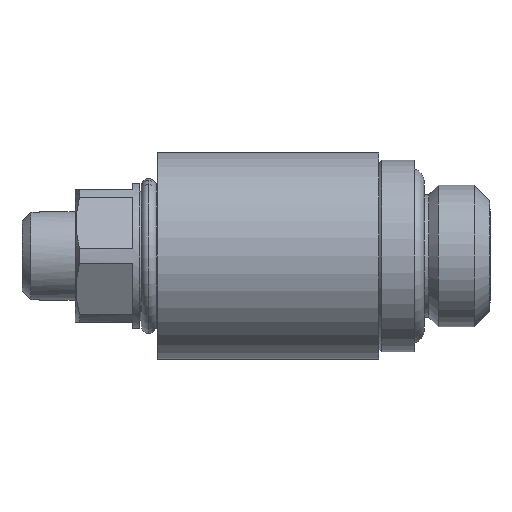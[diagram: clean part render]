
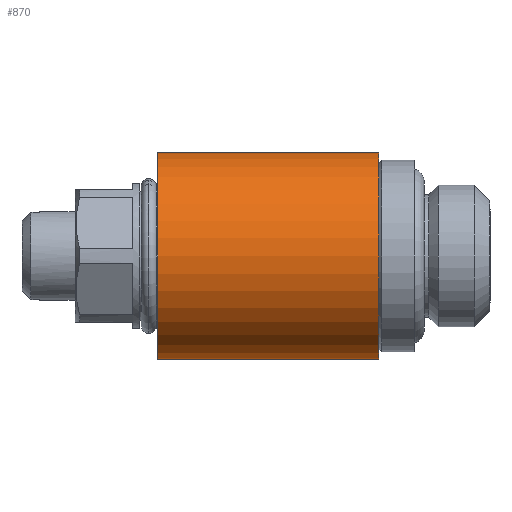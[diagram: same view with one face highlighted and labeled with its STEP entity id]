
A CAD part, left-side view. The second image highlights one B-rep face of the part: STEP entity #870.
In plain terms, the highlighted cylindrical face has radius 7 mm (diameter 14 mm), a partial arc.
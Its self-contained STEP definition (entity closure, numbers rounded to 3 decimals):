
#9 = VERTEX_POINT ( 'NONE', #1044 ) ;
#10 = VERTEX_POINT ( 'NONE', #1043 ) ;
#11 = EDGE_CURVE ( 'NONE', #9, #10, #1042, .T. ) ;
#12 = VERTEX_POINT ( 'NONE', #1038 ) ;
#23 = VERTEX_POINT ( 'NONE', #955 ) ;
#55 = EDGE_CURVE ( 'NONE', #12, #23, #1178, .T. ) ;
#741 = ORIENTED_EDGE ( 'NONE', *, *, #876, .F. ) ;
#742 = ORIENTED_EDGE ( 'NONE', *, *, #55, .T. ) ;
#743 = ORIENTED_EDGE ( 'NONE', *, *, #902, .F. ) ;
#870 = ADVANCED_FACE ( 'NONE', ( #3178 ), #3177, .T. ) ;
#871 = EDGE_LOOP ( 'NONE', ( #872, #741, #742, #743 ) ) ;
#872 = ORIENTED_EDGE ( 'NONE', *, *, #11, .F. ) ;
#876 = EDGE_CURVE ( 'NONE', #12, #9, #3311, .T. ) ;
#902 = EDGE_CURVE ( 'NONE', #10, #23, #3276, .T. ) ;
#955 = CARTESIAN_POINT ( 'NONE',  ( 0., 22.9, 7. ) ) ;
#1038 = CARTESIAN_POINT ( 'NONE',  ( 0., 7.9, 7. ) ) ;
#1039 = DIRECTION ( 'NONE',  ( 0., 1., 0. ) ) ;
#1040 = VECTOR ( 'NONE', #1039, 1000. ) ;
#1041 = CARTESIAN_POINT ( 'NONE',  ( 0., 28.986, -7. ) ) ;
#1042 = LINE ( 'NONE', #1041, #1040 ) ;
#1043 = CARTESIAN_POINT ( 'NONE',  ( 0., 22.9, -7. ) ) ;
#1044 = CARTESIAN_POINT ( 'NONE',  ( 0., 7.9, -7. ) ) ;
#1178 = LINE ( 'NONE', #1187, #1186 ) ;
#1185 = DIRECTION ( 'NONE',  ( 0., 1., 0. ) ) ;
#1186 = VECTOR ( 'NONE', #1185, 1000. ) ;
#1187 = CARTESIAN_POINT ( 'NONE',  ( 0., 28.986, 7. ) ) ;
#3002 = DIRECTION ( 'NONE',  ( 0., 0., 1. ) ) ;
#3174 = DIRECTION ( 'NONE',  ( 0., 1., 0. ) ) ;
#3175 = AXIS2_PLACEMENT_3D ( 'NONE', #3176, #3174, #3002 ) ;
#3176 = CARTESIAN_POINT ( 'NONE',  ( 0., 28.986, 0. ) ) ;
#3177 = CYLINDRICAL_SURFACE ( 'NONE', #3175, 7. ) ;
#3178 = FACE_OUTER_BOUND ( 'NONE', #871, .T. ) ;
#3254 = DIRECTION ( 'NONE',  ( 0., 0., -1. ) ) ;
#3272 = DIRECTION ( 'NONE',  ( 0., 0., 1. ) ) ;
#3273 = DIRECTION ( 'NONE',  ( 0., 1., 0. ) ) ;
#3274 = CARTESIAN_POINT ( 'NONE',  ( 0., 22.9, 0. ) ) ;
#3275 = AXIS2_PLACEMENT_3D ( 'NONE', #3274, #3273, #3272 ) ;
#3276 = CIRCLE ( 'NONE', #3275, 7. ) ;
#3294 = CARTESIAN_POINT ( 'NONE',  ( 0., 7.9, 0. ) ) ;
#3295 = DIRECTION ( 'NONE',  ( 0., -1., 0. ) ) ;
#3306 = AXIS2_PLACEMENT_3D ( 'NONE', #3294, #3295, #3254 ) ;
#3311 = CIRCLE ( 'NONE', #3306, 7. ) ;
